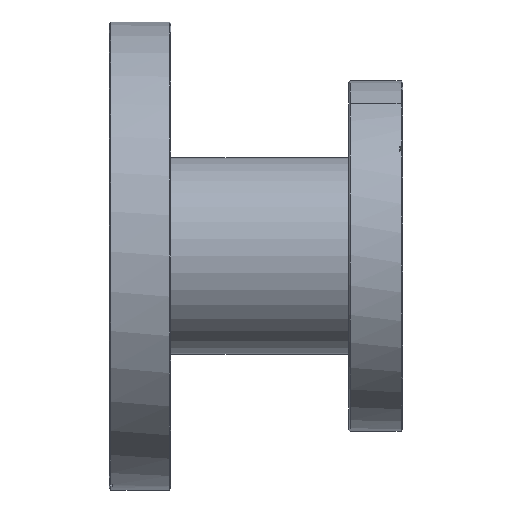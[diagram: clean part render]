
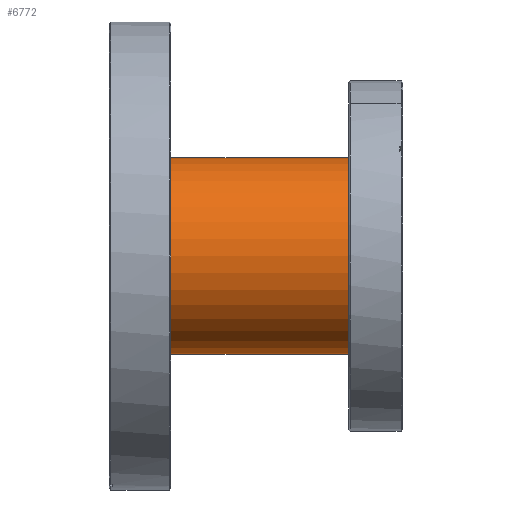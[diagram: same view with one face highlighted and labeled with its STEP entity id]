
A CAD part, left-side view. The second image highlights one B-rep face of the part: STEP entity #6772.
In plain terms, the highlighted cylindrical face has radius 31.75 mm (diameter 63.5 mm), a partial arc.
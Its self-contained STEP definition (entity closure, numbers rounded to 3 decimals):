
#28 = VECTOR ( 'NONE', #3534, 1000. ) ;
#89 = DIRECTION ( 'NONE',  ( 0., -1., 0. ) ) ;
#131 = EDGE_LOOP ( 'NONE', ( #7144, #6514, #2546, #4287 ) ) ;
#151 = CARTESIAN_POINT ( 'NONE',  ( 0., 83.1, -31.75 ) ) ;
#409 = VERTEX_POINT ( 'NONE', #6674 ) ;
#588 = VERTEX_POINT ( 'NONE', #7010 ) ;
#765 = CYLINDRICAL_SURFACE ( 'NONE', #2345, 31.75 ) ;
#1087 = VECTOR ( 'NONE', #1595, 1000. ) ;
#1217 = DIRECTION ( 'NONE',  ( 0., 0., -1. ) ) ;
#1595 = DIRECTION ( 'NONE',  ( 0., -1., 0. ) ) ;
#1782 = CARTESIAN_POINT ( 'NONE',  ( 0., 83.1, 0. ) ) ;
#1938 = CARTESIAN_POINT ( 'NONE',  ( 0., 83.1, 0. ) ) ;
#2082 = VERTEX_POINT ( 'NONE', #151 ) ;
#2104 = EDGE_CURVE ( 'NONE', #588, #5559, #5815, .T. ) ;
#2129 = CIRCLE ( 'NONE', #6994, 31.75 ) ;
#2134 = CARTESIAN_POINT ( 'NONE',  ( 0., 83.1, -31.75 ) ) ;
#2177 = EDGE_CURVE ( 'NONE', #2082, #588, #2129, .T. ) ;
#2345 = AXIS2_PLACEMENT_3D ( 'NONE', #1782, #89, #1217 ) ;
#2447 = DIRECTION ( 'NONE',  ( 0., 1., 0. ) ) ;
#2514 = DIRECTION ( 'NONE',  ( 0., 0., 1. ) ) ;
#2546 = ORIENTED_EDGE ( 'NONE', *, *, #3353, .T. ) ;
#2581 = LINE ( 'NONE', #2134, #1087 ) ;
#2978 = CARTESIAN_POINT ( 'NONE',  ( 0., 83.1, 31.75 ) ) ;
#3066 = CIRCLE ( 'NONE', #3474, 31.75 ) ;
#3353 = EDGE_CURVE ( 'NONE', #2082, #409, #2581, .T. ) ;
#3474 = AXIS2_PLACEMENT_3D ( 'NONE', #5795, #2447, #6349 ) ;
#3534 = DIRECTION ( 'NONE',  ( 0., -1., 0. ) ) ;
#3734 = CARTESIAN_POINT ( 'NONE',  ( 0., 0., 31.75 ) ) ;
#4287 = ORIENTED_EDGE ( 'NONE', *, *, #6890, .T. ) ;
#5559 = VERTEX_POINT ( 'NONE', #3734 ) ;
#5795 = CARTESIAN_POINT ( 'NONE',  ( 0., 0., 0. ) ) ;
#5815 = LINE ( 'NONE', #2978, #28 ) ;
#5864 = DIRECTION ( 'NONE',  ( 0., 1., 0. ) ) ;
#6349 = DIRECTION ( 'NONE',  ( 0., 0., 1. ) ) ;
#6514 = ORIENTED_EDGE ( 'NONE', *, *, #2177, .F. ) ;
#6674 = CARTESIAN_POINT ( 'NONE',  ( 0., 0., -31.75 ) ) ;
#6736 = FACE_OUTER_BOUND ( 'NONE', #131, .T. ) ;
#6772 = ADVANCED_FACE ( 'NONE', ( #6736 ), #765, .T. ) ;
#6890 = EDGE_CURVE ( 'NONE', #409, #5559, #3066, .T. ) ;
#6994 = AXIS2_PLACEMENT_3D ( 'NONE', #1938, #5864, #2514 ) ;
#7010 = CARTESIAN_POINT ( 'NONE',  ( 0., 83.1, 31.75 ) ) ;
#7144 = ORIENTED_EDGE ( 'NONE', *, *, #2104, .F. ) ;
